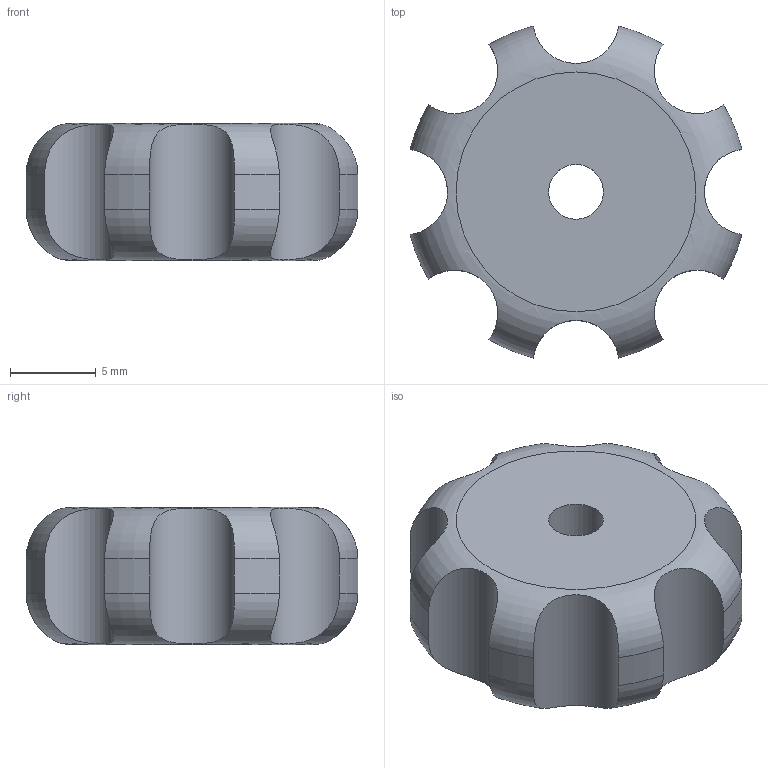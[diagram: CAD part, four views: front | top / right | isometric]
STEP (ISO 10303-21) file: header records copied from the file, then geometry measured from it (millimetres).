
FILE_DESCRIPTION(('FreeCAD Model'),'2;1');
FILE_NAME('Open CASCADE Shape Model','2021-12-17T20:16:19',('Author'),( ''),'Open CASCADE STEP processor 7.5','FreeCAD','Unknown');
FILE_SCHEMA(('AUTOMOTIVE_DESIGN { 1 0 10303 214 1 1 1 1 }'));
Length unit declared in the file: millimetre
Products named in the file (1): x-knob
Bounding box: 19.38 x 19.38 x 8 mm (x, y, z)
Volume: 1674.1 mm3; surface area: 1108.4 mm2
Topology: 1 solids, 1 shells, 28 faces, 75 edges, 50 vertices
Faces by surface type: cylinder 17, plane 9, torus 2
Full cylindrical faces by diameter (mm): 3.2 x1
Entity records: 7084 total; most frequent: CARTESIAN_POINT 5686, DIRECTION 215, ORIENTED_EDGE 150, PCURVE 150, DEFINITIONAL_REPRESENTATION 150, LINE 109, VECTOR 109, B_SPLINE_CURVE_WITH_KNOTS 90
